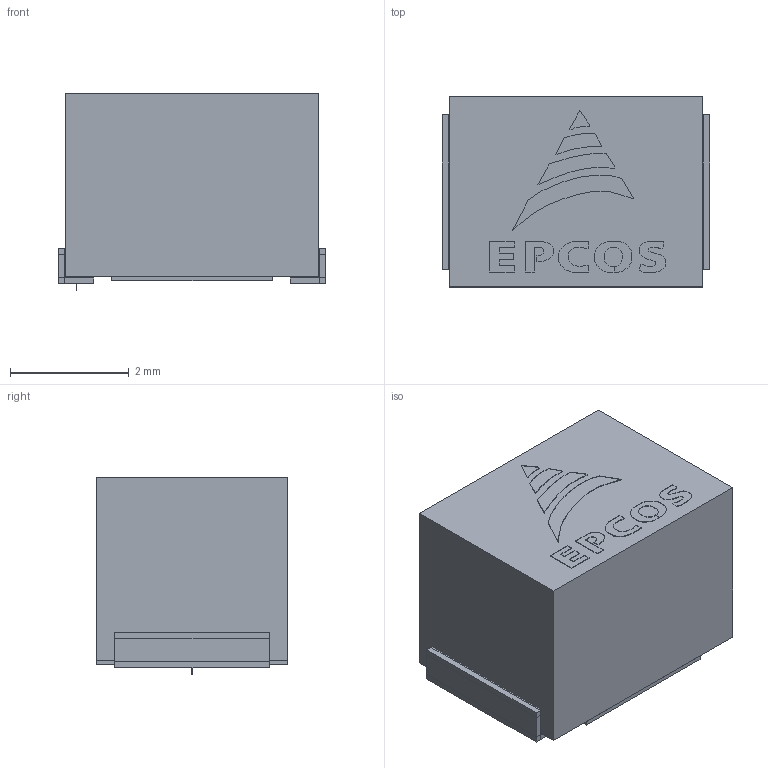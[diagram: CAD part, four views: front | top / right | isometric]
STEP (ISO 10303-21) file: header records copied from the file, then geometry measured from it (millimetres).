
FILE_DESCRIPTION (( 'STEP AP214' ), '1' );
FILE_NAME ('SW3dPS-B82432T.STEP', '2009-10-01T06:46:35', ( 'SysAdmin' ), ( 'SolidWorks' ), 'SwSTEP 2.0', 'SolidWorks 2009', '' );
FILE_SCHEMA (( 'AUTOMOTIVE_DESIGN' ));
Length unit declared in the file: millimetre
Products named in the file (32): SW3dPS-B82432T_Extruded25; SW3dPS-B82432T_455332305; SW3dPS-B82432T_Board3; SW3dPS-B82432T_Extruded17; SW3dPS-B82432T_Extruded20; SW3dPS-B82432T_455333713; SW3dPS-B82432T_Extruded16; SW3dPS-B82432T_Extruded18; SW3dPS-B82432T_455333457; SW3dPS-B82432T_Extruded21; SW3dPS-B82432T_455333585; SW3dPS-B82432T_Extruded23; SW3dPS-B82432T_455333329; SW3dPS-B82432T_455333073; SW3dPS-B82432T_Extruded24; SW3dPS-B82432T_455332817; SW3dPS-B82432T_455332689; SW3dPS-B82432T_Extruded13; SW3dPS-B82432T_Board2; SW3dPS-B82432T; SW3dPS-B82432T_Free-Models3; SW3dPS-B82432T_B82432T1; SW3dPS-B82432T_Free-Models2; SW3dPS-B82432T_455332049; SW3dPS-B82432T_Extruded14; SW3dPS-B82432T_455331921; SW3dPS-B82432T_Extruded15; SW3dPS-B82432T_455332177; SW3dPS-B82432T_Extruded19; SW3dPS-B82432T_455332561; SW3dPS-B82432T_Extruded22; SW3dPS-B82432T_455332433
Assembly tree (35 placements, depth 6):
  SW3dPS-B82432T
    SW3dPS-B82432T_Board2
    SW3dPS-B82432T_Free-Models2
      SW3dPS-B82432T_B82432T1
        SW3dPS-B82432T_Board3
        SW3dPS-B82432T_Free-Models3
          SW3dPS-B82432T_455333329  x4
            SW3dPS-B82432T_Extruded23
          SW3dPS-B82432T_455332561
            SW3dPS-B82432T_Extruded25
          SW3dPS-B82432T_455333713
            SW3dPS-B82432T_Extruded20
          SW3dPS-B82432T_455333457  x2
            SW3dPS-B82432T_Extruded18
          SW3dPS-B82432T_455332689
            SW3dPS-B82432T_Extruded13
          SW3dPS-B82432T_455332305
            SW3dPS-B82432T_Extruded17
          SW3dPS-B82432T_455332433
            SW3dPS-B82432T_Extruded22
          SW3dPS-B82432T_455333585
            SW3dPS-B82432T_Extruded16
          SW3dPS-B82432T_455333073
            SW3dPS-B82432T_Extruded21
          SW3dPS-B82432T_455332049
            SW3dPS-B82432T_Extruded19
          SW3dPS-B82432T_455331921
            SW3dPS-B82432T_Extruded14
          SW3dPS-B82432T_455332177
            SW3dPS-B82432T_Extruded15
          SW3dPS-B82432T_455332817
            SW3dPS-B82432T_Extruded24
Bounding box: 4.5 x 3.2 x 3.33 mm (x, y, z)
Volume: 43.5 mm3; surface area: 117.6 mm2
Topology: 18 solids, 20 shells, 267 faces, 696 edges, 468 vertices
Faces by surface type: plane 267
Entity records: 8551 total; most frequent: CARTESIAN_POINT 1382, ORIENTED_EDGE 1292, DIRECTION 1244, EDGE_CURVE 648, VECTOR 648, LINE 648, VERTEX_POINT 436, AXIS2_PLACEMENT_3D 298
